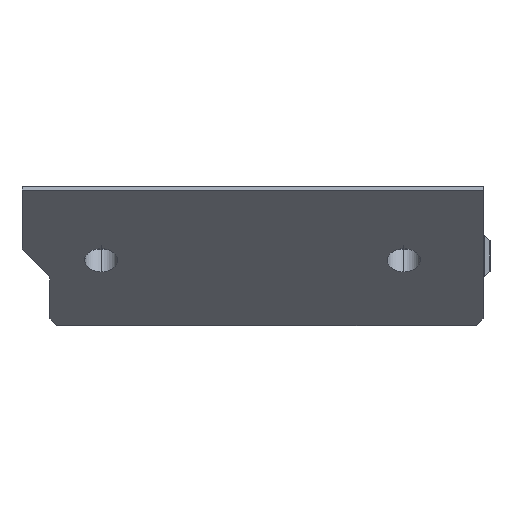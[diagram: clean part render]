
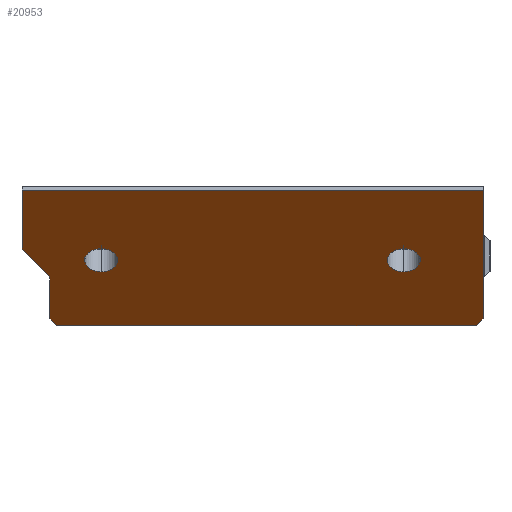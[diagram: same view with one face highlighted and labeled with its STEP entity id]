
A CAD part, left-side view. The second image highlights one B-rep face of the part: STEP entity #20953.
In plain terms, the highlighted planar face has unit normal (-0.707, 0, -0.707).
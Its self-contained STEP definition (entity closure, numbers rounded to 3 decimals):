
#106 = DIRECTION ( 'NONE',  ( 0.707, 0., -0.707 ) ) ;
#374 = VERTEX_POINT ( 'NONE', #21273 ) ;
#472 = EDGE_CURVE ( 'NONE', #19940, #11915, #20181, .T. ) ;
#802 = AXIS2_PLACEMENT_3D ( 'NONE', #20171, #17013, #2388 ) ;
#966 = EDGE_CURVE ( 'NONE', #1015, #1111, #16120, .T. ) ;
#992 = VERTEX_POINT ( 'NONE', #21199 ) ;
#1015 = VERTEX_POINT ( 'NONE', #2778 ) ;
#1111 = VERTEX_POINT ( 'NONE', #21304 ) ;
#1248 = AXIS2_PLACEMENT_3D ( 'NONE', #7689, #15883, #7816 ) ;
#1269 = CARTESIAN_POINT ( 'NONE',  ( -246., 66., -9. ) ) ;
#1563 = VECTOR ( 'NONE', #10370, 1000. ) ;
#1782 = CARTESIAN_POINT ( 'NONE',  ( -250.5, 66., -4.5 ) ) ;
#1783 = DIRECTION ( 'NONE',  ( 0.707, 0., 0.707 ) ) ;
#2136 = ORIENTED_EDGE ( 'NONE', *, *, #966, .T. ) ;
#2388 = DIRECTION ( 'NONE',  ( 0.707, 0., -0.707 ) ) ;
#2446 = CARTESIAN_POINT ( 'NONE',  ( -244.393, 54.651, -10.607 ) ) ;
#2778 = CARTESIAN_POINT ( 'NONE',  ( -246.055, 54.651, -8.945 ) ) ;
#2948 = CARTESIAN_POINT ( 'NONE',  ( -235., 61., -20. ) ) ;
#3174 = EDGE_LOOP ( 'NONE', ( #12330, #4524 ) ) ;
#3241 = ORIENTED_EDGE ( 'NONE', *, *, #10785, .T. ) ;
#3423 = VERTEX_POINT ( 'NONE', #9783 ) ;
#3456 = ORIENTED_EDGE ( 'NONE', *, *, #13483, .F. ) ;
#4368 = CIRCLE ( 'NONE', #1248, 2.35 ) ;
#4524 = ORIENTED_EDGE ( 'NONE', *, *, #18437, .T. ) ;
#4808 = EDGE_CURVE ( 'NONE', #18813, #15031, #15667, .T. ) ;
#5238 = CARTESIAN_POINT ( 'NONE',  ( -254.434, 0., -0.566 ) ) ;
#5318 = CARTESIAN_POINT ( 'NONE',  ( -248.5, 62., -6.5 ) ) ;
#5416 = VERTEX_POINT ( 'NONE', #2948 ) ;
#5566 = DIRECTION ( 'NONE',  ( -0.707, 0., 0.707 ) ) ;
#5696 = EDGE_CURVE ( 'NONE', #11915, #18813, #13771, .T. ) ;
#5866 = EDGE_CURVE ( 'NONE', #5416, #992, #7529, .T. ) ;
#5940 = CARTESIAN_POINT ( 'NONE',  ( -236., 0., -19. ) ) ;
#6017 = AXIS2_PLACEMENT_3D ( 'NONE', #2446, #19458, #20861 ) ;
#6558 = DIRECTION ( 'NONE',  ( -0.707, 0., 0.707 ) ) ;
#6597 = DIRECTION ( 'NONE',  ( 0.577, 0.577, -0.577 ) ) ;
#6860 = LINE ( 'NONE', #5318, #8538 ) ;
#6874 = AXIS2_PLACEMENT_3D ( 'NONE', #12191, #10236, #7179 ) ;
#7179 = DIRECTION ( 'NONE',  ( 0.707, 0., -0.707 ) ) ;
#7408 = CARTESIAN_POINT ( 'NONE',  ( -242.333, 68.333, -12.667 ) ) ;
#7468 = ORIENTED_EDGE ( 'NONE', *, *, #15152, .T. ) ;
#7529 = LINE ( 'NONE', #7408, #11538 ) ;
#7558 = CIRCLE ( 'NONE', #6874, 2.35 ) ;
#7624 = VERTEX_POINT ( 'NONE', #5940 ) ;
#7689 = CARTESIAN_POINT ( 'NONE',  ( -244.393, 11.349, -10.607 ) ) ;
#7816 = DIRECTION ( 'NONE',  ( 0.707, 0., -0.707 ) ) ;
#7882 = VECTOR ( 'NONE', #6558, 1000. ) ;
#8084 = LINE ( 'NONE', #9948, #7882 ) ;
#8262 = AXIS2_PLACEMENT_3D ( 'NONE', #16707, #1783, #5566 ) ;
#8538 = VECTOR ( 'NONE', #106, 1000. ) ;
#8865 = VECTOR ( 'NONE', #15898, 1000. ) ;
#9210 = VERTEX_POINT ( 'NONE', #14751 ) ;
#9247 = CARTESIAN_POINT ( 'NONE',  ( -249., 69., -6. ) ) ;
#9783 = CARTESIAN_POINT ( 'NONE',  ( -246.055, 11.349, -8.945 ) ) ;
#9948 = CARTESIAN_POINT ( 'NONE',  ( -255., 0., 0. ) ) ;
#10125 = EDGE_LOOP ( 'NONE', ( #2136, #3241 ) ) ;
#10236 = DIRECTION ( 'NONE',  ( 0.707, 0., 0.707 ) ) ;
#10370 = DIRECTION ( 'NONE',  ( 0., 1., 0. ) ) ;
#10567 = CARTESIAN_POINT ( 'NONE',  ( -254.434, 66., -0.566 ) ) ;
#10785 = EDGE_CURVE ( 'NONE', #1111, #1015, #18914, .T. ) ;
#11538 = VECTOR ( 'NONE', #20718, 1000. ) ;
#11725 = CARTESIAN_POINT ( 'NONE',  ( -241.667, -5.667, -13.333 ) ) ;
#11860 = CARTESIAN_POINT ( 'NONE',  ( -254.434, 0., -0.566 ) ) ;
#11915 = VERTEX_POINT ( 'NONE', #10567 ) ;
#12024 = PLANE ( 'NONE',  #8262 ) ;
#12191 = CARTESIAN_POINT ( 'NONE',  ( -244.393, 11.349, -10.607 ) ) ;
#12330 = ORIENTED_EDGE ( 'NONE', *, *, #19860, .T. ) ;
#12343 = CARTESIAN_POINT ( 'NONE',  ( -235., 62., -20. ) ) ;
#13351 = ORIENTED_EDGE ( 'NONE', *, *, #5866, .F. ) ;
#13441 = ORIENTED_EDGE ( 'NONE', *, *, #4808, .T. ) ;
#13483 = EDGE_CURVE ( 'NONE', #7624, #374, #14996, .T. ) ;
#13771 = LINE ( 'NONE', #1782, #17207 ) ;
#13965 = DIRECTION ( 'NONE',  ( 0., -1., 0. ) ) ;
#14751 = CARTESIAN_POINT ( 'NONE',  ( -242.732, 11.349, -12.268 ) ) ;
#14996 = LINE ( 'NONE', #11725, #18881 ) ;
#15031 = VERTEX_POINT ( 'NONE', #18248 ) ;
#15152 = EDGE_CURVE ( 'NONE', #5416, #374, #17352, .T. ) ;
#15646 = ORIENTED_EDGE ( 'NONE', *, *, #472, .T. ) ;
#15667 = LINE ( 'NONE', #9247, #8865 ) ;
#15883 = DIRECTION ( 'NONE',  ( 0.707, 0., 0.707 ) ) ;
#15898 = DIRECTION ( 'NONE',  ( 0.577, -0.577, -0.577 ) ) ;
#16120 = CIRCLE ( 'NONE', #6017, 2.35 ) ;
#16188 = VECTOR ( 'NONE', #13965, 1000. ) ;
#16422 = ORIENTED_EDGE ( 'NONE', *, *, #19368, .T. ) ;
#16707 = CARTESIAN_POINT ( 'NONE',  ( -215., 0., -40. ) ) ;
#16812 = FACE_BOUND ( 'NONE', #3174, .T. ) ;
#17013 = DIRECTION ( 'NONE',  ( 0.707, 0., 0.707 ) ) ;
#17029 = FACE_OUTER_BOUND ( 'NONE', #19509, .T. ) ;
#17207 = VECTOR ( 'NONE', #18453, 1000. ) ;
#17352 = LINE ( 'NONE', #12343, #16188 ) ;
#18156 = EDGE_CURVE ( 'NONE', #15031, #992, #6860, .T. ) ;
#18248 = CARTESIAN_POINT ( 'NONE',  ( -242., 62., -13. ) ) ;
#18357 = FACE_BOUND ( 'NONE', #10125, .T. ) ;
#18437 = EDGE_CURVE ( 'NONE', #9210, #3423, #4368, .T. ) ;
#18453 = DIRECTION ( 'NONE',  ( 0.707, 0., -0.707 ) ) ;
#18813 = VERTEX_POINT ( 'NONE', #1269 ) ;
#18881 = VECTOR ( 'NONE', #6597, 1000. ) ;
#18914 = CIRCLE ( 'NONE', #802, 2.35 ) ;
#19368 = EDGE_CURVE ( 'NONE', #7624, #19940, #8084, .T. ) ;
#19458 = DIRECTION ( 'NONE',  ( 0.707, 0., 0.707 ) ) ;
#19509 = EDGE_LOOP ( 'NONE', ( #16422, #15646, #20529, #13441, #19906, #13351, #7468, #3456 ) ) ;
#19860 = EDGE_CURVE ( 'NONE', #3423, #9210, #7558, .T. ) ;
#19906 = ORIENTED_EDGE ( 'NONE', *, *, #18156, .T. ) ;
#19940 = VERTEX_POINT ( 'NONE', #11860 ) ;
#20171 = CARTESIAN_POINT ( 'NONE',  ( -244.393, 54.651, -10.607 ) ) ;
#20181 = LINE ( 'NONE', #5238, #1563 ) ;
#20529 = ORIENTED_EDGE ( 'NONE', *, *, #5696, .T. ) ;
#20718 = DIRECTION ( 'NONE',  ( -0.577, 0.577, 0.577 ) ) ;
#20861 = DIRECTION ( 'NONE',  ( 0.707, 0., -0.707 ) ) ;
#20953 = ADVANCED_FACE ( 'NONE', ( #18357, #16812, #17029 ), #12024, .F. ) ;
#21199 = CARTESIAN_POINT ( 'NONE',  ( -236., 62., -19. ) ) ;
#21273 = CARTESIAN_POINT ( 'NONE',  ( -235., 1., -20. ) ) ;
#21304 = CARTESIAN_POINT ( 'NONE',  ( -242.732, 54.651, -12.268 ) ) ;
